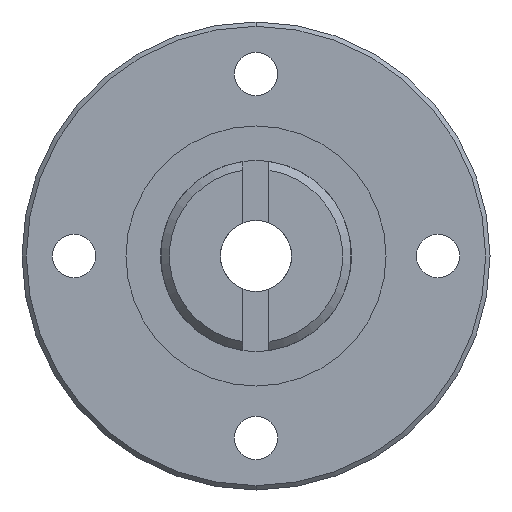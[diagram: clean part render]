
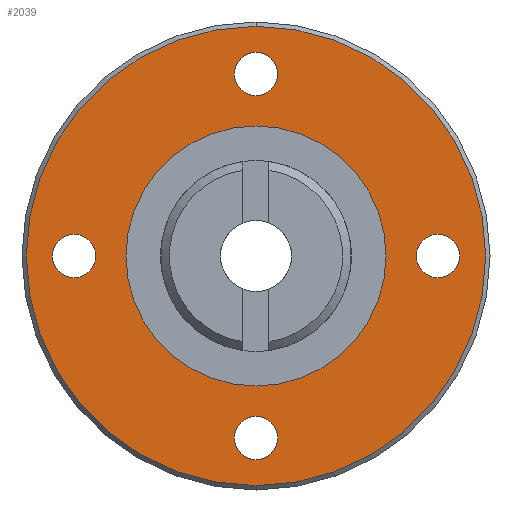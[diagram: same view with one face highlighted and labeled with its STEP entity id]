
A CAD part, front view. The second image highlights one B-rep face of the part: STEP entity #2039.
In plain terms, the highlighted planar face has unit normal (0, -1, 0).
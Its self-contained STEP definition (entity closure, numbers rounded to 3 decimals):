
#25 = ORIENTED_EDGE ( 'NONE', *, *, #194, .T. ) ;
#52 = ORIENTED_EDGE ( 'NONE', *, *, #2011, .F. ) ;
#56 = CARTESIAN_POINT ( 'NONE',  ( 0., 36.5, -21. ) ) ;
#70 = AXIS2_PLACEMENT_3D ( 'NONE', #56, #756, #463 ) ;
#103 = VERTEX_POINT ( 'NONE', #142 ) ;
#133 = CARTESIAN_POINT ( 'NONE',  ( 21., 36.5, 0. ) ) ;
#142 = CARTESIAN_POINT ( 'NONE',  ( 0., 36.5, 26.5 ) ) ;
#146 = CARTESIAN_POINT ( 'NONE',  ( 0., 36.5, 0. ) ) ;
#158 = ORIENTED_EDGE ( 'NONE', *, *, #471, .F. ) ;
#175 = VERTEX_POINT ( 'NONE', #1703 ) ;
#185 = DIRECTION ( 'NONE',  ( 0., 0., -1. ) ) ;
#194 = EDGE_CURVE ( 'NONE', #371, #1486, #326, .T. ) ;
#205 = FACE_BOUND ( 'NONE', #1638, .T. ) ;
#207 = CARTESIAN_POINT ( 'NONE',  ( -21., 36.5, 2.5 ) ) ;
#218 = CIRCLE ( 'NONE', #588, 2.5 ) ;
#238 = PLANE ( 'NONE',  #2117 ) ;
#257 = CARTESIAN_POINT ( 'NONE',  ( 21., 36.5, -2.5 ) ) ;
#291 = CARTESIAN_POINT ( 'NONE',  ( 0., 36.5, 21. ) ) ;
#298 = AXIS2_PLACEMENT_3D ( 'NONE', #968, #2174, #2190 ) ;
#299 = DIRECTION ( 'NONE',  ( 0., 1., 0. ) ) ;
#326 = CIRCLE ( 'NONE', #1271, 15. ) ;
#338 = DIRECTION ( 'NONE',  ( 0., -1., 0. ) ) ;
#353 = EDGE_LOOP ( 'NONE', ( #1831, #506 ) ) ;
#371 = VERTEX_POINT ( 'NONE', #1618 ) ;
#380 = VERTEX_POINT ( 'NONE', #1277 ) ;
#392 = FACE_BOUND ( 'NONE', #671, .T. ) ;
#463 = DIRECTION ( 'NONE',  ( 0., 0., -1. ) ) ;
#471 = EDGE_CURVE ( 'NONE', #2217, #380, #983, .T. ) ;
#499 = DIRECTION ( 'NONE',  ( 0., -1., 0. ) ) ;
#500 = CARTESIAN_POINT ( 'NONE',  ( 0., 36.5, 15. ) ) ;
#506 = ORIENTED_EDGE ( 'NONE', *, *, #1480, .T. ) ;
#521 = DIRECTION ( 'NONE',  ( 0., 0., -1. ) ) ;
#551 = FACE_BOUND ( 'NONE', #2012, .T. ) ;
#552 = CIRCLE ( 'NONE', #1996, 26.5 ) ;
#555 = ORIENTED_EDGE ( 'NONE', *, *, #2198, .T. ) ;
#559 = CIRCLE ( 'NONE', #885, 2.5 ) ;
#588 = AXIS2_PLACEMENT_3D ( 'NONE', #291, #1545, #625 ) ;
#625 = DIRECTION ( 'NONE',  ( 0., 0., -1. ) ) ;
#646 = CARTESIAN_POINT ( 'NONE',  ( 0., 36.5, 0. ) ) ;
#656 = DIRECTION ( 'NONE',  ( 0., -1., 0. ) ) ;
#671 = EDGE_LOOP ( 'NONE', ( #739, #158 ) ) ;
#672 = CARTESIAN_POINT ( 'NONE',  ( 0., 36.5, -18.5 ) ) ;
#688 = DIRECTION ( 'NONE',  ( 0., 0., -1. ) ) ;
#736 = FACE_OUTER_BOUND ( 'NONE', #353, .T. ) ;
#739 = ORIENTED_EDGE ( 'NONE', *, *, #1190, .F. ) ;
#756 = DIRECTION ( 'NONE',  ( 0., -1., 0. ) ) ;
#758 = DIRECTION ( 'NONE',  ( 0., -1., 0. ) ) ;
#779 = CIRCLE ( 'NONE', #1603, 2.5 ) ;
#780 = ORIENTED_EDGE ( 'NONE', *, *, #1517, .F. ) ;
#782 = CARTESIAN_POINT ( 'NONE',  ( 0., 36.5, 21. ) ) ;
#792 = VERTEX_POINT ( 'NONE', #1104 ) ;
#853 = EDGE_CURVE ( 'NONE', #1412, #1032, #1410, .T. ) ;
#854 = EDGE_CURVE ( 'NONE', #1997, #175, #1049, .T. ) ;
#885 = AXIS2_PLACEMENT_3D ( 'NONE', #1016, #1735, #521 ) ;
#900 = ORIENTED_EDGE ( 'NONE', *, *, #2006, .F. ) ;
#931 = DIRECTION ( 'NONE',  ( 0., 0., 1. ) ) ;
#944 = CARTESIAN_POINT ( 'NONE',  ( 0., 36.5, 0. ) ) ;
#968 = CARTESIAN_POINT ( 'NONE',  ( 21., 36.5, 0. ) ) ;
#983 = CIRCLE ( 'NONE', #1995, 2.5 ) ;
#1016 = CARTESIAN_POINT ( 'NONE',  ( -21., 36.5, 0. ) ) ;
#1030 = CARTESIAN_POINT ( 'NONE',  ( -21., 36.5, 0. ) ) ;
#1032 = VERTEX_POINT ( 'NONE', #257 ) ;
#1049 = CIRCLE ( 'NONE', #70, 2.5 ) ;
#1103 = FACE_BOUND ( 'NONE', #2189, .T. ) ;
#1104 = CARTESIAN_POINT ( 'NONE',  ( 0., 36.5, -26.5 ) ) ;
#1110 = EDGE_CURVE ( 'NONE', #103, #792, #1534, .T. ) ;
#1160 = DIRECTION ( 'NONE',  ( 0., 0., 1. ) ) ;
#1190 = EDGE_CURVE ( 'NONE', #380, #2217, #218, .T. ) ;
#1225 = DIRECTION ( 'NONE',  ( 0., 0., -1. ) ) ;
#1233 = DIRECTION ( 'NONE',  ( 0., 1., 0. ) ) ;
#1246 = CARTESIAN_POINT ( 'NONE',  ( 0., 36.5, 0. ) ) ;
#1271 = AXIS2_PLACEMENT_3D ( 'NONE', #646, #1336, #2022 ) ;
#1277 = CARTESIAN_POINT ( 'NONE',  ( 0., 36.5, 18.5 ) ) ;
#1281 = CIRCLE ( 'NONE', #298, 2.5 ) ;
#1336 = DIRECTION ( 'NONE',  ( 0., 1., 0. ) ) ;
#1361 = CARTESIAN_POINT ( 'NONE',  ( 0., 36.5, -21. ) ) ;
#1410 = CIRCLE ( 'NONE', #1709, 2.5 ) ;
#1412 = VERTEX_POINT ( 'NONE', #1690 ) ;
#1424 = DIRECTION ( 'NONE',  ( 0., 0., 1. ) ) ;
#1472 = DIRECTION ( 'NONE',  ( 0., -1., 0. ) ) ;
#1480 = EDGE_CURVE ( 'NONE', #792, #103, #552, .T. ) ;
#1486 = VERTEX_POINT ( 'NONE', #500 ) ;
#1517 = EDGE_CURVE ( 'NONE', #1623, #2024, #779, .T. ) ;
#1534 = CIRCLE ( 'NONE', #1601, 26.5 ) ;
#1545 = DIRECTION ( 'NONE',  ( 0., -1., 0. ) ) ;
#1576 = CIRCLE ( 'NONE', #1863, 2.5 ) ;
#1580 = CIRCLE ( 'NONE', #2156, 15. ) ;
#1601 = AXIS2_PLACEMENT_3D ( 'NONE', #1246, #758, #931 ) ;
#1603 = AXIS2_PLACEMENT_3D ( 'NONE', #1030, #1900, #1225 ) ;
#1618 = CARTESIAN_POINT ( 'NONE',  ( 0., 36.5, -15. ) ) ;
#1623 = VERTEX_POINT ( 'NONE', #207 ) ;
#1631 = EDGE_LOOP ( 'NONE', ( #555, #25 ) ) ;
#1638 = EDGE_LOOP ( 'NONE', ( #900, #1654 ) ) ;
#1654 = ORIENTED_EDGE ( 'NONE', *, *, #854, .F. ) ;
#1690 = CARTESIAN_POINT ( 'NONE',  ( 21., 36.5, 2.5 ) ) ;
#1703 = CARTESIAN_POINT ( 'NONE',  ( 0., 36.5, -23.5 ) ) ;
#1709 = AXIS2_PLACEMENT_3D ( 'NONE', #133, #656, #185 ) ;
#1735 = DIRECTION ( 'NONE',  ( 0., -1., 0. ) ) ;
#1768 = CARTESIAN_POINT ( 'NONE',  ( -21., 36.5, -2.5 ) ) ;
#1792 = FACE_BOUND ( 'NONE', #1631, .T. ) ;
#1804 = CARTESIAN_POINT ( 'NONE',  ( 27., 36.5, 0. ) ) ;
#1823 = EDGE_CURVE ( 'NONE', #1032, #1412, #1281, .T. ) ;
#1831 = ORIENTED_EDGE ( 'NONE', *, *, #1110, .T. ) ;
#1837 = ORIENTED_EDGE ( 'NONE', *, *, #853, .F. ) ;
#1863 = AXIS2_PLACEMENT_3D ( 'NONE', #1361, #499, #2245 ) ;
#1900 = DIRECTION ( 'NONE',  ( 0., -1., 0. ) ) ;
#1974 = CARTESIAN_POINT ( 'NONE',  ( 0., 36.5, 23.5 ) ) ;
#1995 = AXIS2_PLACEMENT_3D ( 'NONE', #782, #1472, #688 ) ;
#1996 = AXIS2_PLACEMENT_3D ( 'NONE', #146, #338, #2087 ) ;
#1997 = VERTEX_POINT ( 'NONE', #672 ) ;
#2006 = EDGE_CURVE ( 'NONE', #175, #1997, #1576, .T. ) ;
#2011 = EDGE_CURVE ( 'NONE', #2024, #1623, #559, .T. ) ;
#2012 = EDGE_LOOP ( 'NONE', ( #52, #780 ) ) ;
#2022 = DIRECTION ( 'NONE',  ( 0., 0., 1. ) ) ;
#2024 = VERTEX_POINT ( 'NONE', #1768 ) ;
#2039 = ADVANCED_FACE ( 'NONE', ( #736, #1103, #392, #551, #205, #1792 ), #238, .F. ) ;
#2087 = DIRECTION ( 'NONE',  ( 0., 0., 1. ) ) ;
#2117 = AXIS2_PLACEMENT_3D ( 'NONE', #1804, #1233, #1424 ) ;
#2156 = AXIS2_PLACEMENT_3D ( 'NONE', #944, #299, #1160 ) ;
#2174 = DIRECTION ( 'NONE',  ( 0., -1., 0. ) ) ;
#2189 = EDGE_LOOP ( 'NONE', ( #2246, #1837 ) ) ;
#2190 = DIRECTION ( 'NONE',  ( 0., 0., -1. ) ) ;
#2198 = EDGE_CURVE ( 'NONE', #1486, #371, #1580, .T. ) ;
#2217 = VERTEX_POINT ( 'NONE', #1974 ) ;
#2245 = DIRECTION ( 'NONE',  ( 0., 0., -1. ) ) ;
#2246 = ORIENTED_EDGE ( 'NONE', *, *, #1823, .F. ) ;
